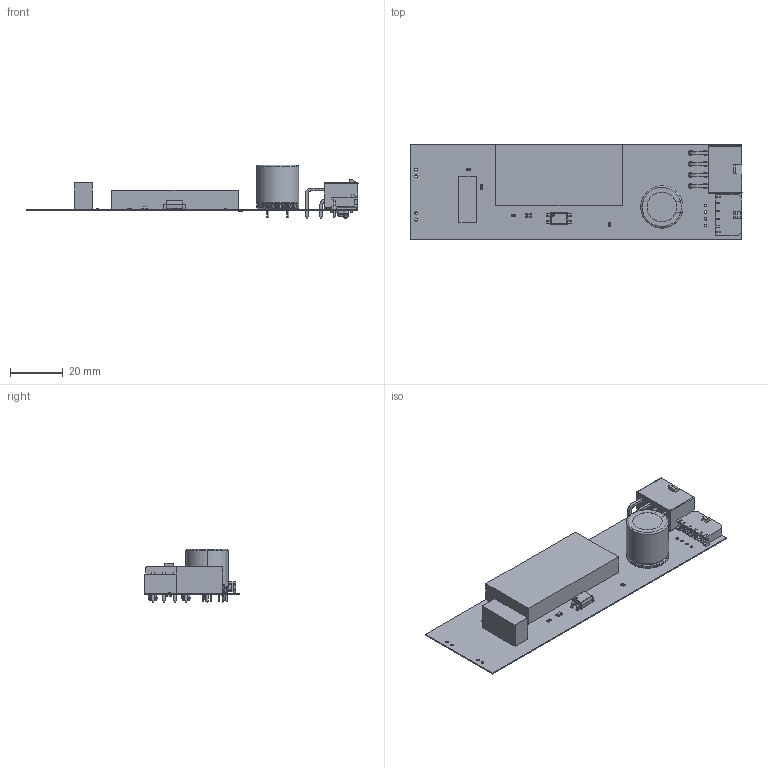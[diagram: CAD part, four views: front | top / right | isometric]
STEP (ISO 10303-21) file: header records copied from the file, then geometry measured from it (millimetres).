
FILE_DESCRIPTION(('Open CASCADE Model'),'2;1');
FILE_NAME('Open CASCADE Shape Model','2020-01-19T19:40:05',('Author'),( 'Open CASCADE'),'Open CASCADE STEP processor 6.8','Open CASCADE 6.8' ,'Unknown');
FILE_SCHEMA(('AUTOMOTIVE_DESIGN { 1 0 10303 214 1 1 1 1 }'));
Length unit declared in the file: millimetre
Products named in the file (39): PCB; Board; Open CASCADE STEP translator 6.8 8.1.1; C1; 7135851072; Extruded; C8; CAP_ALTH_D-16MM_L-7.5MM_H-16.5MM; X2; 436500402; Open CASCADE STEP translator 6.8 8.4.1.1; Open CASCADE STEP translator 6.8 8.4.1.2; U3; 7189083008; Open_CASCADE_STEP_translator_6.8_1.1; Body; Open_CASCADE_STEP_translator_6.8_1.2.1; Leader; U1; 7135839632; R4; 0603_resistor; R5; R3; R2; R1; J1; 39-30-0080; Open CASCADE STEP translator 6.8 8.12.1.1; Open CASCADE STEP translator 6.8 8.12.1.2; D1; CHIPLED-0805; C7; 0603_cap; C5; C4; C3; C2
Assembly tree (49 placements, depth 5):
  PCB
    Board
      Open CASCADE STEP translator 6.8 8.1.1
    C1
      7135851072
        Extruded
    C8
      CAP_ALTH_D-16MM_L-7.5MM_H-16.5MM
    X2
      436500402
        Open CASCADE STEP translator 6.8 8.4.1.1
        Open CASCADE STEP translator 6.8 8.4.1.2
    U3
      7189083008
        Open_CASCADE_STEP_translator_6.8_1.1
        Body
          Open_CASCADE_STEP_translator_6.8_1.2.1
        Leader  x4
    U1
      7135839632
        Extruded
    R4
      0603_resistor
    R5
      0603_resistor
    R3
      0603_resistor
    R2
      0603_resistor
    R1
      0603_resistor
    J1
      39-30-0080
        Open CASCADE STEP translator 6.8 8.12.1.1
        Open CASCADE STEP translator 6.8 8.12.1.2
    D1
      CHIPLED-0805
    C7
      0603_cap
    C5
      0603_cap
    C4
      0603_cap
    C3
      0603_cap
    C2
      0603_cap
Bounding box: 125.92 x 36.04 x 20.3 mm (x, y, z)
Volume: 16272.6 mm3; surface area: 18322.8 mm2
Topology: 28 solids, 29 shells, 1361 faces, 3555 edges, 2276 vertices
Faces by surface type: plane 974, cylinder 263, sphere 90, torus 18, bspline 10, cone 6
Full cylindrical faces by diameter (mm): 0.8 x1, 1 x10, 1.02 x4, 1.3 x2, 1.52 x3, 1.85 x8, 2.03 x6, 3 x3, 3.1 x1
Entity records: 29236 total; most frequent: CARTESIAN_POINT 5972, ORIENTED_EDGE 4465, DIRECTION 4398, EDGE_CURVE 2233, LINE 1828, VECTOR 1828, VERTEX_POINT 1412, AXIS2_PLACEMENT_3D 1285
